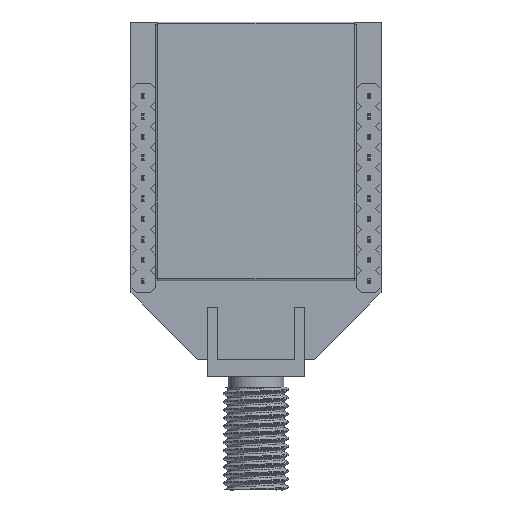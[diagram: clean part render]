
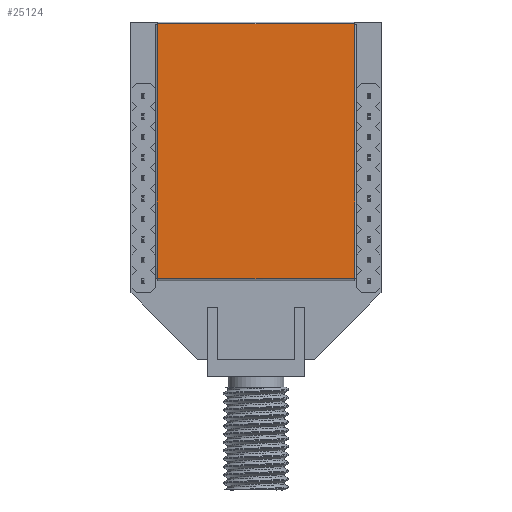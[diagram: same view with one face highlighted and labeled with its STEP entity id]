
A CAD part, front view. The second image highlights one B-rep face of the part: STEP entity #25124.
In plain terms, the highlighted planar face has unit normal (0, -1, 0).
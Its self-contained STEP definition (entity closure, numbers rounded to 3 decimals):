
#149 = CARTESIAN_POINT ( 'NONE',  ( -9.579, 0.457, -8.525 ) ) ;
#377 = CARTESIAN_POINT ( 'NONE',  ( 9.579, 0.457, 16.284 ) ) ;
#648 = CARTESIAN_POINT ( 'NONE',  ( -9.579, 0.457, 0. ) ) ;
#845 = CARTESIAN_POINT ( 'NONE',  ( 0., 0.457, 16.284 ) ) ;
#1155 = CARTESIAN_POINT ( 'NONE',  ( -9.579, 0.457, 0. ) ) ;
#1202 = DIRECTION ( 'NONE',  ( -1., 0., 0. ) ) ;
#1210 = VECTOR ( 'NONE', #19219, 1000. ) ;
#1612 = EDGE_CURVE ( 'NONE', #8865, #21409, #23539, .T. ) ;
#1632 = EDGE_CURVE ( 'NONE', #21978, #24869, #15079, .T. ) ;
#2975 = ORIENTED_EDGE ( 'NONE', *, *, #12291, .T. ) ;
#3324 = DIRECTION ( 'NONE',  ( 1., 0., 0. ) ) ;
#3651 = LINE ( 'NONE', #25195, #16460 ) ;
#4045 = VERTEX_POINT ( 'NONE', #149 ) ;
#4091 = ORIENTED_EDGE ( 'NONE', *, *, #5118, .T. ) ;
#4317 = EDGE_CURVE ( 'NONE', #4045, #9283, #16943, .T. ) ;
#5027 = EDGE_CURVE ( 'NONE', #22549, #22816, #28425, .T. ) ;
#5118 = EDGE_CURVE ( 'NONE', #26015, #6524, #23371, .T. ) ;
#5235 = LINE ( 'NONE', #648, #6752 ) ;
#6446 = VERTEX_POINT ( 'NONE', #16752 ) ;
#6524 = VERTEX_POINT ( 'NONE', #22449 ) ;
#6649 = AXIS2_PLACEMENT_3D ( 'NONE', #23543, #10477, #8199 ) ;
#6752 = VECTOR ( 'NONE', #22626, 1000. ) ;
#7255 = VECTOR ( 'NONE', #23835, 1000. ) ;
#7347 = CARTESIAN_POINT ( 'NONE',  ( -9.616, 0.457, 0. ) ) ;
#7475 = DIRECTION ( 'NONE',  ( 0., 0., -1. ) ) ;
#7523 = ORIENTED_EDGE ( 'NONE', *, *, #25674, .T. ) ;
#8014 = CARTESIAN_POINT ( 'NONE',  ( 9.579, 0.457, -8.562 ) ) ;
#8037 = DIRECTION ( 'NONE',  ( 0., 0., 1. ) ) ;
#8197 = LINE ( 'NONE', #21394, #24586 ) ;
#8199 = DIRECTION ( 'NONE',  ( 0., 0., -1. ) ) ;
#8652 = CARTESIAN_POINT ( 'NONE',  ( 9.616, 0.457, 16.246 ) ) ;
#8865 = VERTEX_POINT ( 'NONE', #19639 ) ;
#9204 = CARTESIAN_POINT ( 'NONE',  ( -9.579, 0.457, 16.284 ) ) ;
#9283 = VERTEX_POINT ( 'NONE', #13131 ) ;
#9503 = EDGE_CURVE ( 'NONE', #6524, #21978, #24623, .T. ) ;
#10276 = CARTESIAN_POINT ( 'NONE',  ( -9.579, 0.457, 16.246 ) ) ;
#10396 = ORIENTED_EDGE ( 'NONE', *, *, #5027, .T. ) ;
#10410 = DIRECTION ( 'NONE',  ( 0., 0., 1. ) ) ;
#10477 = DIRECTION ( 'NONE',  ( 0., -1., 0. ) ) ;
#11048 = ORIENTED_EDGE ( 'NONE', *, *, #17907, .T. ) ;
#11497 = ORIENTED_EDGE ( 'NONE', *, *, #12680, .T. ) ;
#11685 = DIRECTION ( 'NONE',  ( 1., 0., 0. ) ) ;
#11700 = VERTEX_POINT ( 'NONE', #9204 ) ;
#12206 = PLANE ( 'NONE',  #6649 ) ;
#12291 = EDGE_CURVE ( 'NONE', #21409, #11700, #23086, .T. ) ;
#12360 = CARTESIAN_POINT ( 'NONE',  ( 9.579, 0.457, 0. ) ) ;
#12381 = ORIENTED_EDGE ( 'NONE', *, *, #20276, .T. ) ;
#12480 = FACE_OUTER_BOUND ( 'NONE', #14118, .T. ) ;
#12680 = EDGE_CURVE ( 'NONE', #11700, #22549, #5235, .T. ) ;
#13131 = CARTESIAN_POINT ( 'NONE',  ( -9.579, 0.457, -8.562 ) ) ;
#14118 = EDGE_LOOP ( 'NONE', ( #24488, #12381, #28366, #2975, #11497, #10396, #23110, #11048, #24410, #7523, #4091, #17799 ) ) ;
#14252 = LINE ( 'NONE', #23011, #17257 ) ;
#15079 = LINE ( 'NONE', #19361, #7255 ) ;
#15648 = DIRECTION ( 'NONE',  ( -1., 0., 0. ) ) ;
#16073 = DIRECTION ( 'NONE',  ( -1., 0., 0. ) ) ;
#16400 = VECTOR ( 'NONE', #16073, 1000. ) ;
#16460 = VECTOR ( 'NONE', #1202, 1000. ) ;
#16752 = CARTESIAN_POINT ( 'NONE',  ( -9.616, 0.457, -8.525 ) ) ;
#16943 = LINE ( 'NONE', #1155, #1210 ) ;
#17257 = VECTOR ( 'NONE', #3324, 1000. ) ;
#17799 = ORIENTED_EDGE ( 'NONE', *, *, #9503, .T. ) ;
#17907 = EDGE_CURVE ( 'NONE', #6446, #4045, #8197, .T. ) ;
#17998 = CARTESIAN_POINT ( 'NONE',  ( 9.616, 0.457, -8.525 ) ) ;
#18537 = LINE ( 'NONE', #7347, #21772 ) ;
#19219 = DIRECTION ( 'NONE',  ( 0., 0., -1. ) ) ;
#19361 = CARTESIAN_POINT ( 'NONE',  ( 9.616, 0.457, 0. ) ) ;
#19628 = VECTOR ( 'NONE', #8037, 1000. ) ;
#19639 = CARTESIAN_POINT ( 'NONE',  ( 9.579, 0.457, 16.246 ) ) ;
#20276 = EDGE_CURVE ( 'NONE', #24869, #8865, #3651, .T. ) ;
#20304 = CARTESIAN_POINT ( 'NONE',  ( 0., 0.457, -8.525 ) ) ;
#21394 = CARTESIAN_POINT ( 'NONE',  ( 0., 0.457, -8.525 ) ) ;
#21409 = VERTEX_POINT ( 'NONE', #377 ) ;
#21772 = VECTOR ( 'NONE', #7475, 1000. ) ;
#21978 = VERTEX_POINT ( 'NONE', #17998 ) ;
#22102 = CARTESIAN_POINT ( 'NONE',  ( 0., 0.457, 16.246 ) ) ;
#22189 = CARTESIAN_POINT ( 'NONE',  ( -9.616, 0.457, 16.246 ) ) ;
#22449 = CARTESIAN_POINT ( 'NONE',  ( 9.579, 0.457, -8.525 ) ) ;
#22549 = VERTEX_POINT ( 'NONE', #10276 ) ;
#22626 = DIRECTION ( 'NONE',  ( 0., 0., -1. ) ) ;
#22816 = VERTEX_POINT ( 'NONE', #22189 ) ;
#23011 = CARTESIAN_POINT ( 'NONE',  ( 0., 0.457, -8.562 ) ) ;
#23086 = LINE ( 'NONE', #845, #16400 ) ;
#23110 = ORIENTED_EDGE ( 'NONE', *, *, #24951, .T. ) ;
#23217 = CARTESIAN_POINT ( 'NONE',  ( 9.579, 0.457, 0. ) ) ;
#23371 = LINE ( 'NONE', #23217, #24617 ) ;
#23422 = DIRECTION ( 'NONE',  ( 1., 0., 0. ) ) ;
#23539 = LINE ( 'NONE', #12360, #19628 ) ;
#23543 = CARTESIAN_POINT ( 'NONE',  ( 0., 0.457, 0. ) ) ;
#23835 = DIRECTION ( 'NONE',  ( 0., 0., 1. ) ) ;
#24410 = ORIENTED_EDGE ( 'NONE', *, *, #4317, .T. ) ;
#24488 = ORIENTED_EDGE ( 'NONE', *, *, #1632, .T. ) ;
#24586 = VECTOR ( 'NONE', #23422, 1000. ) ;
#24617 = VECTOR ( 'NONE', #10410, 1000. ) ;
#24623 = LINE ( 'NONE', #20304, #26294 ) ;
#24869 = VERTEX_POINT ( 'NONE', #8652 ) ;
#24951 = EDGE_CURVE ( 'NONE', #22816, #6446, #18537, .T. ) ;
#25124 = ADVANCED_FACE ( 'NONE', ( #12480 ), #12206, .T. ) ;
#25195 = CARTESIAN_POINT ( 'NONE',  ( 0., 0.457, 16.246 ) ) ;
#25674 = EDGE_CURVE ( 'NONE', #9283, #26015, #14252, .T. ) ;
#26015 = VERTEX_POINT ( 'NONE', #8014 ) ;
#26294 = VECTOR ( 'NONE', #11685, 1000. ) ;
#27836 = VECTOR ( 'NONE', #15648, 1000. ) ;
#28366 = ORIENTED_EDGE ( 'NONE', *, *, #1612, .T. ) ;
#28425 = LINE ( 'NONE', #22102, #27836 ) ;
